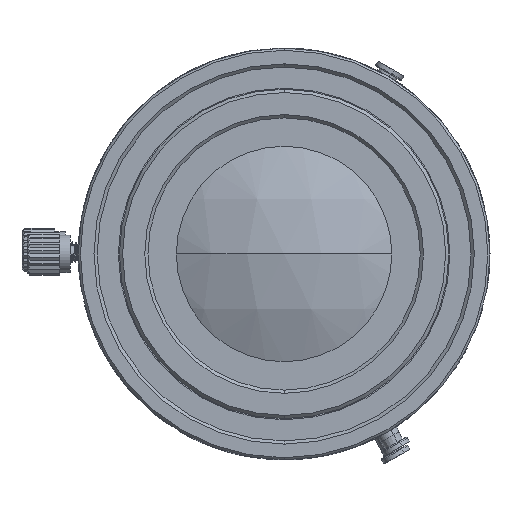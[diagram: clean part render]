
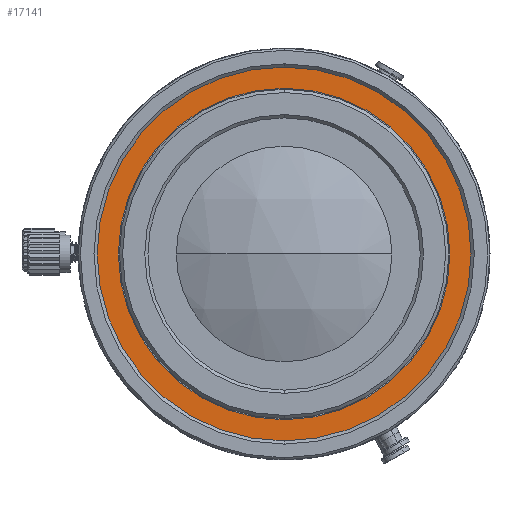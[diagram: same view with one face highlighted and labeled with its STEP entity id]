
A CAD part, left-side view. The second image highlights one B-rep face of the part: STEP entity #17141.
In plain terms, the highlighted planar face has unit normal (-1, 0, 0).
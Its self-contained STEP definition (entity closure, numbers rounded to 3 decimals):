
#3181 = PLANE ( 'NONE',  #49753 ) ;
#3962 = VERTEX_POINT ( 'NONE', #40211 ) ;
#4536 = AXIS2_PLACEMENT_3D ( 'NONE', #11486, #55969, #17857 ) ;
#8732 = AXIS2_PLACEMENT_3D ( 'NONE', #51961, #13896, #58377 ) ;
#9183 = CIRCLE ( 'NONE', #45333, 15.5 ) ;
#9826 = CARTESIAN_POINT ( 'NONE',  ( -28.699, 859.145, 54.69 ) ) ;
#11486 = CARTESIAN_POINT ( 'NONE',  ( -28.699, -0.451, 54.69 ) ) ;
#12174 = DIRECTION ( 'NONE',  ( -1., 0., 0. ) ) ;
#13752 = CARTESIAN_POINT ( 'NONE',  ( -28.699, -0.451, 70.19 ) ) ;
#13896 = DIRECTION ( 'NONE',  ( -1., 0., 0. ) ) ;
#15836 = EDGE_CURVE ( 'NONE', #24983, #3962, #65596, .T. ) ;
#16174 = DIRECTION ( 'NONE',  ( -1., 0., 0. ) ) ;
#17141 = ADVANCED_FACE ( 'NONE', ( #17812, #47661 ), #3181, .T. ) ;
#17812 = FACE_OUTER_BOUND ( 'NONE', #55402, .T. ) ;
#17857 = DIRECTION ( 'NONE',  ( 0., 0., 1. ) ) ;
#18908 = DIRECTION ( 'NONE',  ( -1., 0., 0. ) ) ;
#20936 = AXIS2_PLACEMENT_3D ( 'NONE', #57019, #18908, #63372 ) ;
#24983 = VERTEX_POINT ( 'NONE', #33128 ) ;
#33128 = CARTESIAN_POINT ( 'NONE',  ( -28.699, -0.451, 72.64 ) ) ;
#34688 = ORIENTED_EDGE ( 'NONE', *, *, #75200, .F. ) ;
#38783 = VERTEX_POINT ( 'NONE', #13752 ) ;
#40211 = CARTESIAN_POINT ( 'NONE',  ( -28.699, -0.451, 36.74 ) ) ;
#42281 = ORIENTED_EDGE ( 'NONE', *, *, #42456, .T. ) ;
#42456 = EDGE_CURVE ( 'NONE', #3962, #24983, #66740, .T. ) ;
#44906 = VERTEX_POINT ( 'NONE', #60952 ) ;
#45333 = AXIS2_PLACEMENT_3D ( 'NONE', #50207, #12174, #56658 ) ;
#47661 = FACE_BOUND ( 'NONE', #67485, .T. ) ;
#49753 = AXIS2_PLACEMENT_3D ( 'NONE', #9826, #16174, #60655 ) ;
#50207 = CARTESIAN_POINT ( 'NONE',  ( -28.699, -0.451, 54.69 ) ) ;
#51961 = CARTESIAN_POINT ( 'NONE',  ( -28.699, -0.451, 54.69 ) ) ;
#55402 = EDGE_LOOP ( 'NONE', ( #68897, #42281 ) ) ;
#55969 = DIRECTION ( 'NONE',  ( -1., 0., 0. ) ) ;
#56658 = DIRECTION ( 'NONE',  ( 0., 0., 1. ) ) ;
#57019 = CARTESIAN_POINT ( 'NONE',  ( -28.699, -0.451, 54.69 ) ) ;
#58377 = DIRECTION ( 'NONE',  ( 0., 0., 1. ) ) ;
#60655 = DIRECTION ( 'NONE',  ( 0., 0., 1. ) ) ;
#60952 = CARTESIAN_POINT ( 'NONE',  ( -28.699, -0.451, 39.19 ) ) ;
#63372 = DIRECTION ( 'NONE',  ( 0., 0., 1. ) ) ;
#65234 = ORIENTED_EDGE ( 'NONE', *, *, #81375, .F. ) ;
#65596 = CIRCLE ( 'NONE', #4536, 17.95 ) ;
#66740 = CIRCLE ( 'NONE', #20936, 17.95 ) ;
#67485 = EDGE_LOOP ( 'NONE', ( #34688, #65234 ) ) ;
#68897 = ORIENTED_EDGE ( 'NONE', *, *, #15836, .T. ) ;
#72730 = CIRCLE ( 'NONE', #8732, 15.5 ) ;
#75200 = EDGE_CURVE ( 'NONE', #38783, #44906, #9183, .T. ) ;
#81375 = EDGE_CURVE ( 'NONE', #44906, #38783, #72730, .T. ) ;
